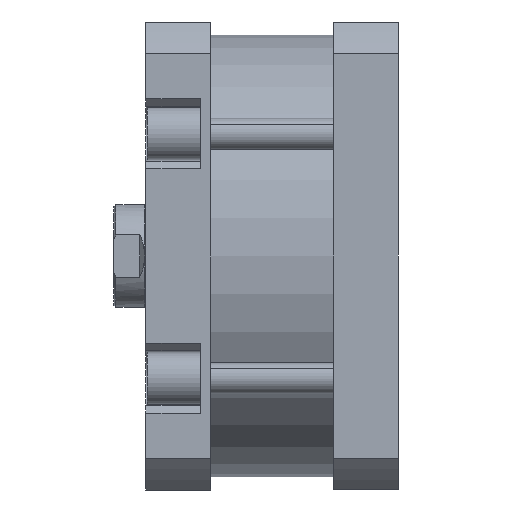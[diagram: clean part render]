
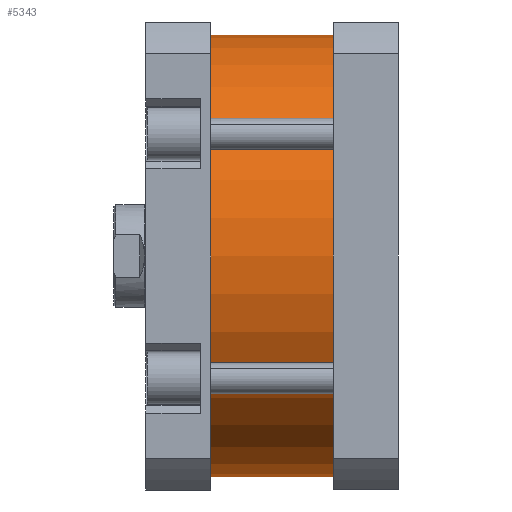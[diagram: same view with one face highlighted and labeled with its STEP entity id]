
A CAD part, front view. The second image highlights one B-rep face of the part: STEP entity #5343.
In plain terms, the highlighted cylindrical face has radius 85 mm (diameter 170 mm), a partial arc.
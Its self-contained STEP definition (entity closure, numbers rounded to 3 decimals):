
#248 = CIRCLE ( 'NONE', #1863, 85. ) ;
#250 = CIRCLE ( 'NONE', #1851, 85. ) ;
#255 = LINE ( 'NONE', #3988, #285 ) ;
#258 = LINE ( 'NONE', #3987, #263 ) ;
#263 = VECTOR ( 'NONE', #3997, 1000. ) ;
#285 = VECTOR ( 'NONE', #4002, 1000. ) ;
#928 = EDGE_CURVE ( 'NONE', #3091, #3363, #258, .T. ) ;
#930 = EDGE_CURVE ( 'NONE', #3334, #3155, #255, .T. ) ;
#933 = EDGE_CURVE ( 'NONE', #3334, #3091, #250, .T. ) ;
#935 = EDGE_CURVE ( 'NONE', #3155, #3363, #248, .T. ) ;
#970 = ORIENTED_EDGE ( 'NONE', *, *, #928, .F. ) ;
#1140 = ORIENTED_EDGE ( 'NONE', *, *, #933, .F. ) ;
#1259 = ORIENTED_EDGE ( 'NONE', *, *, #930, .T. ) ;
#1271 = ORIENTED_EDGE ( 'NONE', *, *, #935, .T. ) ;
#1412 = EDGE_LOOP ( 'NONE', ( #970, #1140, #1259, #1271 ) ) ;
#1851 = AXIS2_PLACEMENT_3D ( 'NONE', #4001, #4009, #4010 ) ;
#1863 = AXIS2_PLACEMENT_3D ( 'NONE', #4008, #4015, #4016 ) ;
#2143 = AXIS2_PLACEMENT_3D ( 'NONE', #6780, #6740, #6705 ) ;
#3091 = VERTEX_POINT ( 'NONE', #4666 ) ;
#3155 = VERTEX_POINT ( 'NONE', #4717 ) ;
#3334 = VERTEX_POINT ( 'NONE', #4792 ) ;
#3363 = VERTEX_POINT ( 'NONE', #4804 ) ;
#3987 = CARTESIAN_POINT ( 'NONE',  ( 85., 0., 47. ) ) ;
#3988 = CARTESIAN_POINT ( 'NONE',  ( -85., 0., 47. ) ) ;
#3997 = DIRECTION ( 'NONE',  ( 0., 0., -1. ) ) ;
#4001 = CARTESIAN_POINT ( 'NONE',  ( 0., 0., 47. ) ) ;
#4002 = DIRECTION ( 'NONE',  ( 0., 0., -1. ) ) ;
#4008 = CARTESIAN_POINT ( 'NONE',  ( 0., 0., 0. ) ) ;
#4009 = DIRECTION ( 'NONE',  ( 0., 0., 1. ) ) ;
#4010 = DIRECTION ( 'NONE',  ( 1., 0., 0. ) ) ;
#4015 = DIRECTION ( 'NONE',  ( 0., 0., 1. ) ) ;
#4016 = DIRECTION ( 'NONE',  ( 1., 0., 0. ) ) ;
#4666 = CARTESIAN_POINT ( 'NONE',  ( 85., 0., 47. ) ) ;
#4717 = CARTESIAN_POINT ( 'NONE',  ( -85., 0., 0. ) ) ;
#4792 = CARTESIAN_POINT ( 'NONE',  ( -85., 0., 47. ) ) ;
#4804 = CARTESIAN_POINT ( 'NONE',  ( 85., 0., 0. ) ) ;
#5343 = ADVANCED_FACE ( 'NONE', ( #6062 ), #6067, .T. ) ;
#6062 = FACE_OUTER_BOUND ( 'NONE', #1412, .T. ) ;
#6067 = CYLINDRICAL_SURFACE ( 'NONE', #2143, 85. ) ;
#6705 = DIRECTION ( 'NONE',  ( -1., 0., 0. ) ) ;
#6740 = DIRECTION ( 'NONE',  ( 0., 0., -1. ) ) ;
#6780 = CARTESIAN_POINT ( 'NONE',  ( 0., 0., 47. ) ) ;
